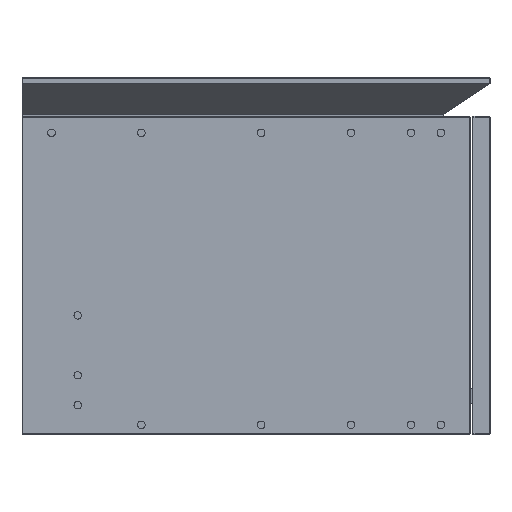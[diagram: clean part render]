
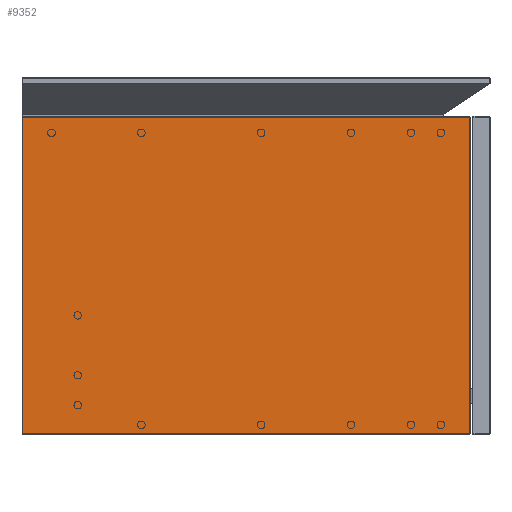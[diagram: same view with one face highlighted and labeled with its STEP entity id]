
A CAD part, left-side view. The second image highlights one B-rep face of the part: STEP entity #9352.
In plain terms, the highlighted planar face has unit normal (-1, 0, 0).
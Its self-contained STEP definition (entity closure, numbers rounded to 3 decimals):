
#9257=CARTESIAN_POINT('',(-2602.482,12563.76,-0.8));
#9258=VERTEX_POINT('',#9257);
#9265=CARTESIAN_POINT('',(-2602.482,12085.56,-0.8));
#9266=VERTEX_POINT('',#9265);
#9267=CARTESIAN_POINT('',(-2602.482,12563.76,-0.8));
#9268=DIRECTION('',(0.0,-1.0,0.0));
#9269=VECTOR('',#9268,478.2);
#9270=LINE('',#9267,#9269);
#9271=EDGE_CURVE('',#9258,#9266,#9270,.T.);
#9288=CARTESIAN_POINT('',(-2602.482,12085.56,-339.2));
#9289=VERTEX_POINT('',#9288);
#9290=CARTESIAN_POINT('',(-2602.482,12085.56,-0.8));
#9291=DIRECTION('',(0.0,0.0,-1.0));
#9292=VECTOR('',#9291,338.4);
#9293=LINE('',#9290,#9292);
#9294=EDGE_CURVE('',#9266,#9289,#9293,.T.);
#9329=CARTESIAN_POINT('',(-2602.482,12324.66,-0.799));
#9330=DIRECTION('',(-1.0,0.0,0.0));
#9331=DIRECTION('',(0.0,0.0,1.0));
#9332=AXIS2_PLACEMENT_3D('',#9329,#9330,#9331);
#9333=PLANE('',#9332);
#9334=ORIENTED_EDGE('',*,*,#9271,.F.);
#9335=CARTESIAN_POINT('',(-2602.482,12563.76,-339.2));
#9336=VERTEX_POINT('',#9335);
#9337=CARTESIAN_POINT('',(-2602.482,12563.76,-339.2));
#9338=DIRECTION('',(0.0,0.0,1.0));
#9339=VECTOR('',#9338,338.4);
#9340=LINE('',#9337,#9339);
#9341=EDGE_CURVE('',#9336,#9258,#9340,.T.);
#9342=ORIENTED_EDGE('',*,*,#9341,.F.);
#9343=CARTESIAN_POINT('',(-2602.482,12085.56,-339.2));
#9344=DIRECTION('',(0.0,1.0,0.0));
#9345=VECTOR('',#9344,478.2);
#9346=LINE('',#9343,#9345);
#9347=EDGE_CURVE('',#9289,#9336,#9346,.T.);
#9348=ORIENTED_EDGE('',*,*,#9347,.F.);
#9349=ORIENTED_EDGE('',*,*,#9294,.F.);
#9350=EDGE_LOOP('',(#9334,#9342,#9348,#9349));
#9351=FACE_OUTER_BOUND('',#9350,.T.);
#9352=ADVANCED_FACE('',(#9351),#9333,.T.);
